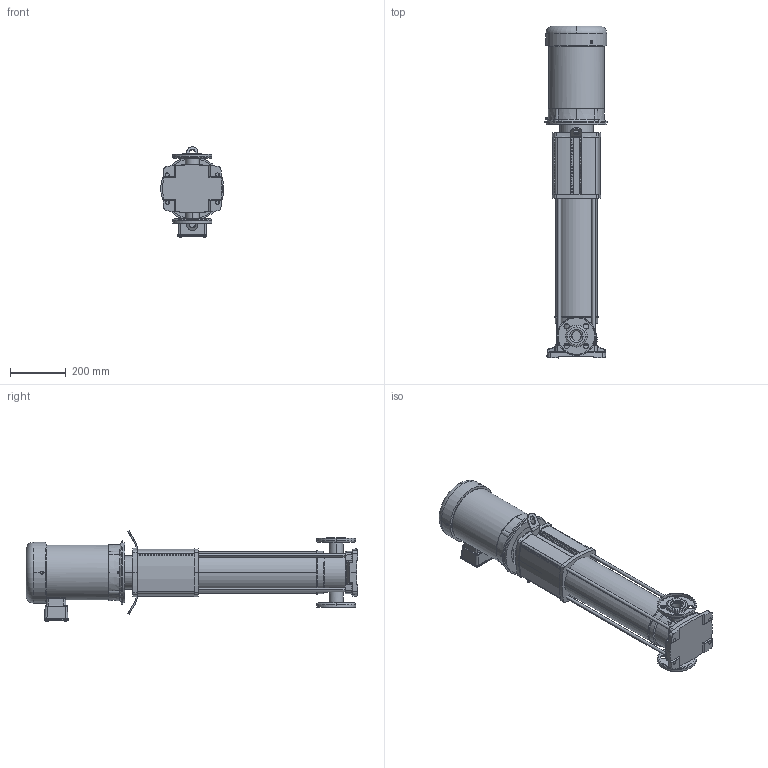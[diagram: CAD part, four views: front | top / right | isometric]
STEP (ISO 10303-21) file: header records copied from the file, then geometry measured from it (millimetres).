
FILE_DESCRIPTION (( 'STEP AP203' ), '1' );
FILE_NAME ('HELIX V30-11_575V.step', '2017-10-26T18:01:37', ( '' ), ( '' ), 'SwSTEP 2.0', 'SolidWorks 2017', '' );
FILE_SCHEMA (( 'CONFIG_CONTROL_DESIGN' ));
Length unit declared in the file: inch
Products named in the file (5): HELIX V30-11; Helix Base 10-30; HELIX V30-11_575V; ANSI Flange 1.25 IN; BALDOR NEMA V2 5HP_11
Assembly tree (5 placements, depth 2):
  HELIX V30-11_575V
    HELIX V30-11
    BALDOR NEMA V2 5HP_11
    ANSI Flange 1.25 IN  x2
    Helix Base 10-30
Bounding box: 224.86 x 1191.79 x 324.21 mm (x, y, z)
Volume: 13342284.7 mm3; surface area: 1454164 mm2
Topology: 16 solids, 19 shells, 2435 faces, 6413 edges, 4190 vertices
Faces by surface type: plane 1328, cylinder 747, cone 113, sphere 99, torus 78, bspline 70
Entity records: 79986 total; most frequent: CARTESIAN_POINT 18797, DIRECTION 12763, ORIENTED_EDGE 12588, EDGE_CURVE 6301, AXIS2_PLACEMENT_3D 4526, VERTEX_POINT 4124, LINE 3711, VECTOR 3711
